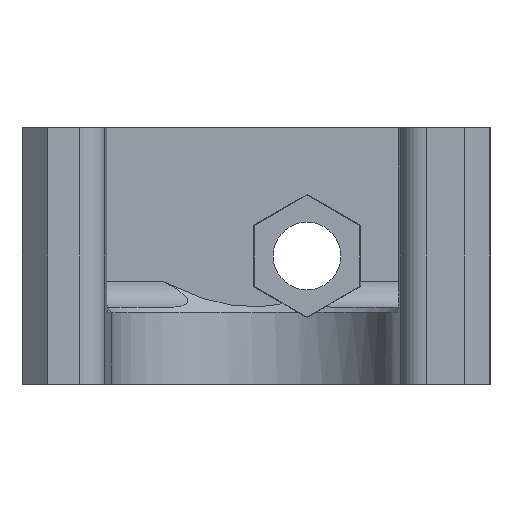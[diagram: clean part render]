
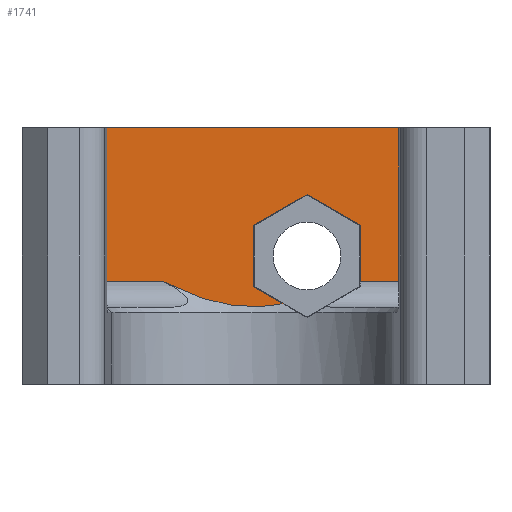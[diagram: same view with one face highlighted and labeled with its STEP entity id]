
A CAD part, left-side view. The second image highlights one B-rep face of the part: STEP entity #1741.
In plain terms, the highlighted planar face has unit normal (-1, 0, 0).
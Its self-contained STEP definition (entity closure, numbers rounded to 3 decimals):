
#22=(
BOUNDED_CURVE()
B_SPLINE_CURVE(2,(#2919,#2920,#2921),.UNSPECIFIED.,.F.,.F.)
B_SPLINE_CURVE_WITH_KNOTS((3,3),(0.552,1.763),
 .UNSPECIFIED.)
CURVE()
GEOMETRIC_REPRESENTATION_ITEM()
RATIONAL_B_SPLINE_CURVE((1.16,1.294,1.246))
REPRESENTATION_ITEM('')
);
#199=FACE_OUTER_BOUND('',#300,.T.);
#300=EDGE_LOOP('',(#1418,#1419,#1420,#1421,#1422,#1423,#1424,#1425,#1426,
#1427,#1428));
#397=LINE('',#2759,#574);
#449=LINE('',#2898,#626);
#456=LINE('',#2917,#633);
#457=LINE('',#2923,#634);
#458=LINE('',#2925,#635);
#459=LINE('',#2927,#636);
#460=LINE('',#2929,#637);
#461=LINE('',#2931,#638);
#462=LINE('',#2933,#639);
#463=LINE('',#2934,#640);
#574=VECTOR('',#1990,10.);
#626=VECTOR('',#2116,10.);
#633=VECTOR('',#2137,10.);
#634=VECTOR('',#2138,10.);
#635=VECTOR('',#2139,10.);
#636=VECTOR('',#2140,10.);
#637=VECTOR('',#2141,10.);
#638=VECTOR('',#2142,10.);
#639=VECTOR('',#2143,10.);
#640=VECTOR('',#2144,10.);
#757=VERTEX_POINT('',#2756);
#758=VERTEX_POINT('',#2758);
#808=VERTEX_POINT('',#2896);
#813=VERTEX_POINT('',#2916);
#814=VERTEX_POINT('',#2918);
#815=VERTEX_POINT('',#2922);
#816=VERTEX_POINT('',#2924);
#817=VERTEX_POINT('',#2926);
#818=VERTEX_POINT('',#2928);
#819=VERTEX_POINT('',#2930);
#820=VERTEX_POINT('',#2932);
#952=EDGE_CURVE('',#757,#758,#397,.T.);
#1022=EDGE_CURVE('',#808,#757,#449,.T.);
#1031=EDGE_CURVE('',#813,#808,#456,.T.);
#1032=EDGE_CURVE('',#813,#814,#22,.T.);
#1033=EDGE_CURVE('',#815,#814,#457,.T.);
#1034=EDGE_CURVE('',#815,#816,#458,.T.);
#1035=EDGE_CURVE('',#816,#817,#459,.T.);
#1036=EDGE_CURVE('',#817,#818,#460,.T.);
#1037=EDGE_CURVE('',#818,#819,#461,.T.);
#1038=EDGE_CURVE('',#820,#819,#462,.T.);
#1039=EDGE_CURVE('',#758,#820,#463,.T.);
#1418=ORIENTED_EDGE('',*,*,#1022,.F.);
#1419=ORIENTED_EDGE('',*,*,#1031,.F.);
#1420=ORIENTED_EDGE('',*,*,#1032,.T.);
#1421=ORIENTED_EDGE('',*,*,#1033,.F.);
#1422=ORIENTED_EDGE('',*,*,#1034,.T.);
#1423=ORIENTED_EDGE('',*,*,#1035,.T.);
#1424=ORIENTED_EDGE('',*,*,#1036,.T.);
#1425=ORIENTED_EDGE('',*,*,#1037,.T.);
#1426=ORIENTED_EDGE('',*,*,#1038,.F.);
#1427=ORIENTED_EDGE('',*,*,#1039,.F.);
#1428=ORIENTED_EDGE('',*,*,#952,.F.);
#1664=PLANE('',#1853);
#1741=ADVANCED_FACE('',(#199),#1664,.F.);
#1853=AXIS2_PLACEMENT_3D('',#2915,#2135,#2136);
#1990=DIRECTION('',(0.,-1.,0.));
#2116=DIRECTION('',(0.,0.,1.));
#2135=DIRECTION('center_axis',(1.,0.,0.));
#2136=DIRECTION('ref_axis',(0.,0.,
-1.));
#2137=DIRECTION('',(0.,1.,0.));
#2138=DIRECTION('',(0.,-0.866,-0.5));
#2139=DIRECTION('',(0.,0.,1.));
#2140=DIRECTION('',(0.,-0.866,0.5));
#2141=DIRECTION('',(0.,-0.866,-0.5));
#2142=DIRECTION('',(0.,0.,-1.));
#2143=DIRECTION('',(0.,1.,0.));
#2144=DIRECTION('',(0.,0.,-1.));
#2756=CARTESIAN_POINT('',(-9.601,363.229,-68.));
#2758=CARTESIAN_POINT('',(-9.601,330.729,-68.));
#2759=CARTESIAN_POINT('',(-9.601,337.479,-68.));
#2896=CARTESIAN_POINT('',(-9.601,363.229,-80.));
#2898=CARTESIAN_POINT('',(-9.601,363.229,-68.));
#2915=CARTESIAN_POINT('Origin',(-9.601,327.729,-68.));
#2916=CARTESIAN_POINT('',(-9.601,354.205,-80.));
#2917=CARTESIAN_POINT('',(-9.601,327.729,-80.));
#2918=CARTESIAN_POINT('',(-9.601,344.872,-81.711));
#2919=CARTESIAN_POINT('Ctrl Pts',(-9.601,354.205,-80.));
#2920=CARTESIAN_POINT('Ctrl Pts',(-9.601,349.222,-82.584));
#2921=CARTESIAN_POINT('Ctrl Pts',(-9.601,344.872,-81.711));
#2922=CARTESIAN_POINT('',(-9.601,347.15,-80.396));
#2923=CARTESIAN_POINT('',(-9.601,342.551,-83.051));
#2924=CARTESIAN_POINT('',(-9.601,347.15,-75.604));
#2925=CARTESIAN_POINT('',(-9.601,347.15,-71.802));
#2926=CARTESIAN_POINT('',(-9.601,343.,-73.208));
#2927=CARTESIAN_POINT('',(-9.601,336.146,-69.251));
#2928=CARTESIAN_POINT('',(-9.601,338.85,-75.604));
#2929=CARTESIAN_POINT('',(-9.601,336.326,-77.061));
#2930=CARTESIAN_POINT('',(-9.601,338.85,-80.));
#2931=CARTESIAN_POINT('',(-9.601,338.85,-74.198));
#2932=CARTESIAN_POINT('',(-9.601,330.729,-80.));
#2933=CARTESIAN_POINT('',(-9.601,327.729,-80.));
#2934=CARTESIAN_POINT('',(-9.601,330.729,-68.));
